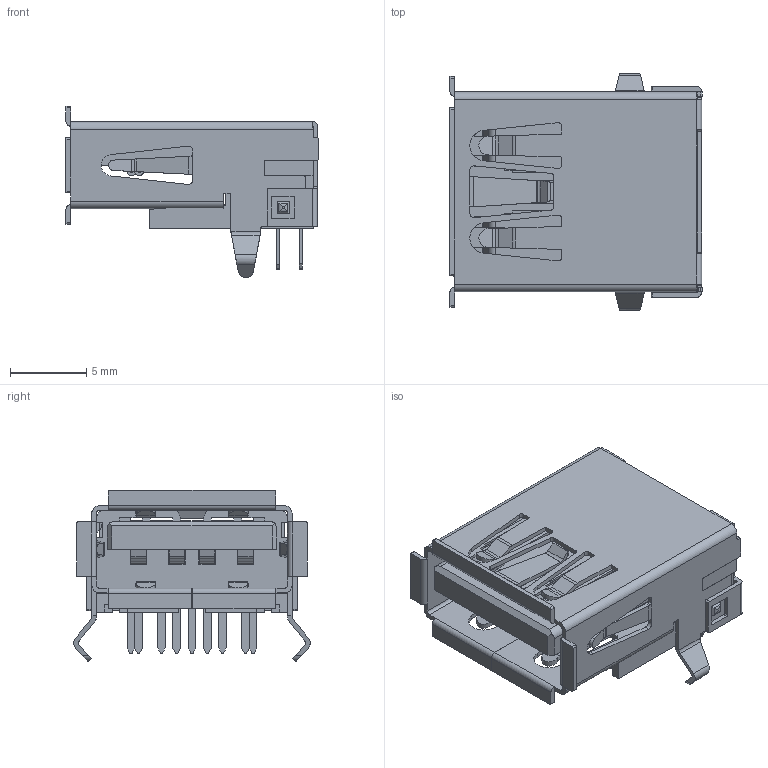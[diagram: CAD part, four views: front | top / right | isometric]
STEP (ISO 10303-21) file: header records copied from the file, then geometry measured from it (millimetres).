
FILE_DESCRIPTION(('STEP AP214'),'1');
FILE_NAME('692121030100.stp','2016-05-24T15:03:40',('TraceParts'),('TraceParts S.A.'),'Spatial InterOp 3D',' ',' ');
FILE_SCHEMA(('automotive_design'));
Length unit declared in the file: millimetre
Products named in the file (12): Assem1|housing1#housing1;housing1; Assem1|pin1#pin1;pin1; Assem1|housing2#housing2;housing2; Assem1|pin2#pin2;pin2; Assem1|pin#pin;pin; Assem1|shielding#shielding;shielding
Bounding box: 16.55 x 15.48 x 11.22 mm (x, y, z)
Volume: 639.4 mm3; surface area: 3163.2 mm2
Topology: 12 solids, 12 shells, 1170 faces, 3296 edges, 2137 vertices
Faces by surface type: plane 857, cylinder 309, bspline 4
Entity records: 47089 total; most frequent: CARTESIAN_POINT 6705, ORIENTED_EDGE 6592, DIRECTION 6246, EDGE_CURVE 3296, LINE 2686, VECTOR 2686, VERTEX_POINT 2137, AXIS2_PLACEMENT_3D 1780
